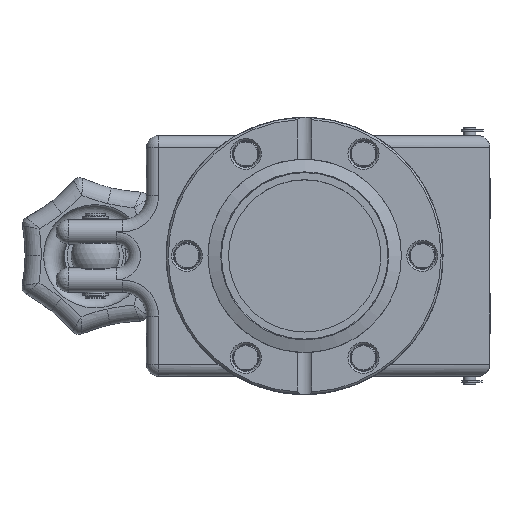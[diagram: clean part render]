
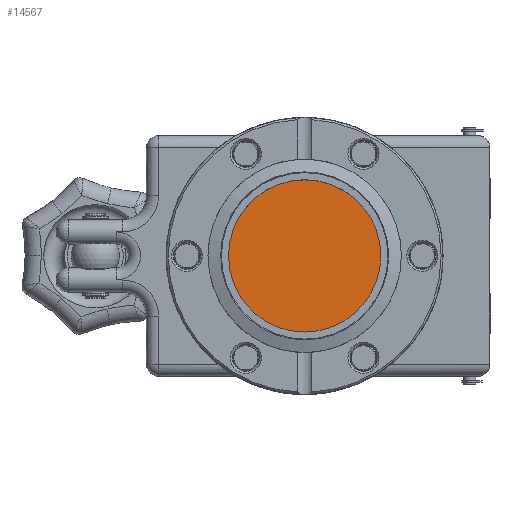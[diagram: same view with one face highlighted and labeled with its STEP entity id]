
A CAD part, top view. The second image highlights one B-rep face of the part: STEP entity #14567.
In plain terms, the highlighted planar face has unit normal (0, 0, 1).
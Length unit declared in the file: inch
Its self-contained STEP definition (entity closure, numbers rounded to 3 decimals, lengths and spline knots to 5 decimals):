
#1206=PLANE('',#15942);
#2255=FACE_OUTER_BOUND('',#3127,.T.);
#3127=EDGE_LOOP('',(#12145));
#5955=CIRCLE('',#15943,0.74803);
#7060=VERTEX_POINT('',#30513);
#8841=EDGE_CURVE('',#7060,#7060,#5955,.T.);
#12145=ORIENTED_EDGE('',*,*,#8841,.F.);
#14567=ADVANCED_FACE('',(#2255),#1206,.T.);
#15942=AXIS2_PLACEMENT_3D('',#30512,#19098,#19099);
#15943=AXIS2_PLACEMENT_3D('',#30514,#19100,#19101);
#19098=DIRECTION('center_axis',(0.,0.,
1.));
#19099=DIRECTION('ref_axis',(-0.905,0.426,0.));
#19100=DIRECTION('center_axis',(0.,0.,
-1.));
#19101=DIRECTION('ref_axis',(0.,-1.,0.));
#30512=CARTESIAN_POINT('Origin',(0.,0.,
-0.64173));
#30513=CARTESIAN_POINT('',(0.,0.74803,-0.64173));
#30514=CARTESIAN_POINT('Origin',(0.,0.,
-0.64173));
